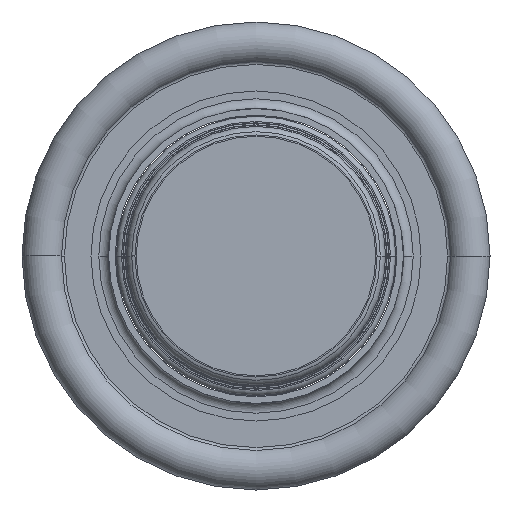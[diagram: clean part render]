
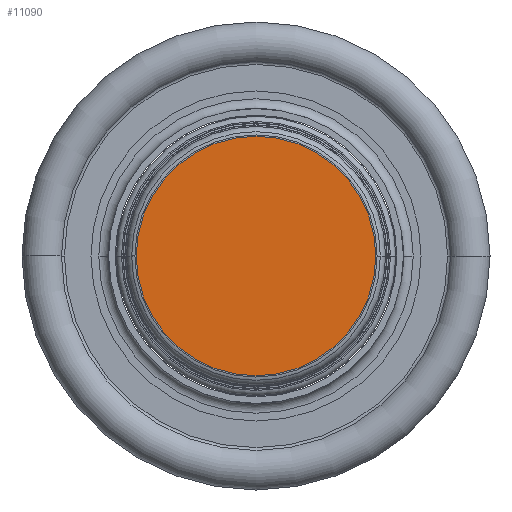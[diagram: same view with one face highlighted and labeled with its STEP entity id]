
A CAD part, front view. The second image highlights one B-rep face of the part: STEP entity #11090.
In plain terms, the highlighted face is planar.
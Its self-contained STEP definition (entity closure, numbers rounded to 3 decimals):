
#10543=CARTESIAN_POINT('',(0.,0.8,0.));
#10544=DIRECTION('',(0.,-1.,0.));
#10545=DIRECTION('',(1.,0.,0.));
#10546=AXIS2_PLACEMENT_3D('',#10543,#10544,#10545);
#10551=CARTESIAN_POINT('',(-18.325,0.8,0.007));
#10552=CARTESIAN_POINT('',(-18.325,0.8,0.005));
#10553=CARTESIAN_POINT('',(-18.325,0.8,0.002));
#10554=CARTESIAN_POINT('',(-18.325,0.8,0.));
#10559=CARTESIAN_POINT('',(0.,0.8,0.));
#10560=DIRECTION('',(0.,-1.,0.));
#10561=DIRECTION('',(-1.,0.,0.));
#10562=AXIS2_PLACEMENT_3D('',#10559,#10560,#10561);
#10567=CARTESIAN_POINT('',(18.325,0.8,-0.007));
#10568=CARTESIAN_POINT('',(18.325,0.8,-0.005));
#10569=CARTESIAN_POINT('',(18.325,0.8,-0.002));
#10570=CARTESIAN_POINT('',(18.325,0.8,0.));
#10661=CARTESIAN_POINT('',(-18.325,0.8,0.));
#10662=VERTEX_POINT('',#10661);
#10663=VERTEX_POINT('',#10551);
#10664=CARTESIAN_POINT('',(18.325,0.8,0.));
#10665=VERTEX_POINT('',#10664);
#10668=VERTEX_POINT('',#10567);
#11079=CARTESIAN_POINT('',(0.,0.8,0.));
#11080=DIRECTION('',(0.,1.,0.));
#11081=DIRECTION('',(1.,0.,0.));
#11082=AXIS2_PLACEMENT_3D('',#11079,#11080,#11081);
#11083=PLANE('',#11082);
#11084=ORIENTED_EDGE('',*,*,#11040,.T.);
#11085=ORIENTED_EDGE('',*,*,#11038,.T.);
#11086=ORIENTED_EDGE('',*,*,#11059,.T.);
#11087=ORIENTED_EDGE('',*,*,#11057,.T.);
#11088=EDGE_LOOP('',(#11084,#11085,#11086,#11087));
#11089=FACE_OUTER_BOUND('',#11088,.F.);
#10547=CIRCLE('',#10546,18.325);
#10555=B_SPLINE_CURVE_WITH_KNOTS('',3,(#10551,#10552,#10553,#10554),
.UNSPECIFIED.,.F.,.F.,(4,4),(0.,1.),.UNSPECIFIED.);
#10563=CIRCLE('',#10562,18.325);
#10571=B_SPLINE_CURVE_WITH_KNOTS('',3,(#10567,#10568,#10569,#10570),
.UNSPECIFIED.,.F.,.F.,(4,4),(0.,1.),.UNSPECIFIED.);
#11038=EDGE_CURVE('',#10663,#10662,#10555,.T.);
#11040=EDGE_CURVE('',#10665,#10663,#10547,.T.);
#11057=EDGE_CURVE('',#10668,#10665,#10571,.T.);
#11059=EDGE_CURVE('',#10662,#10668,#10563,.T.);
#11090=ADVANCED_FACE('',(#11089),#11083,.T.);
